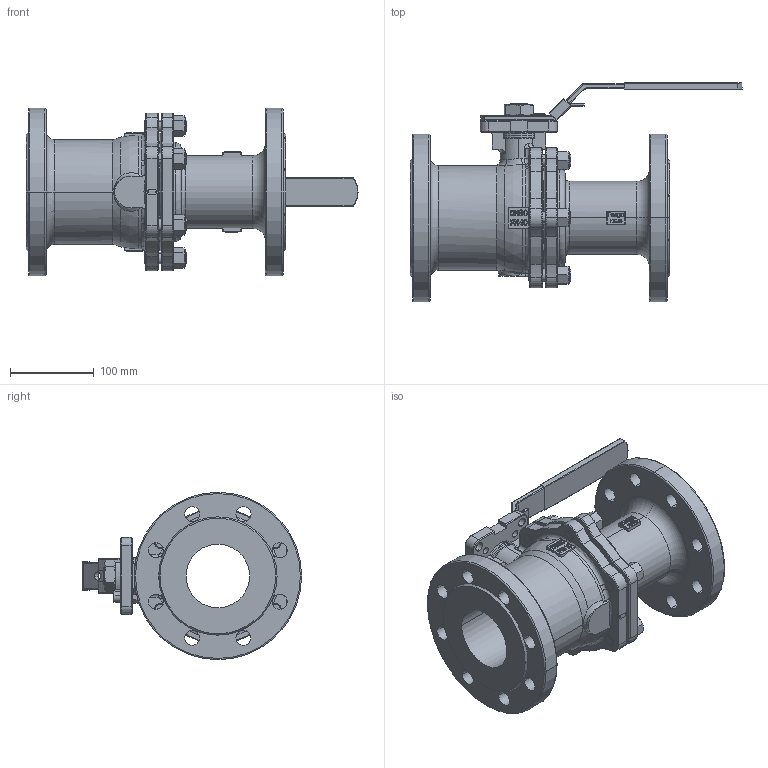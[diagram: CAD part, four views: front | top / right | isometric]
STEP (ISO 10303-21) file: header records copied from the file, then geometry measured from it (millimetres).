
FILE_DESCRIPTION (( 'STEP AP214' ), '1' );
FILE_NAME ('KH155-F1-Kugelhahn-DN80-PN40-Handhebel-Fergo.STEP', '2022-10-10T10:31:02', ( '' ), ( '' ), 'SwSTEP 2.0', 'SolidWorks 2022', '' );
FILE_SCHEMA (( 'AUTOMOTIVE_DESIGN' ));
Length unit declared in the file: millimetre
Products named in the file (1): KH155-F1-Kugelhahn-DN80-PN40-Handhebel-Fergo
Bounding box: 396.54 x 261.85 x 200 mm (x, y, z)
Volume: 3249588.6 mm3; surface area: 485221.6 mm2
Topology: 25 solids, 25 shells, 1613 faces, 4038 edges, 2513 vertices
Faces by surface type: plane 689, cylinder 317, bspline 231, cone 194, torus 161, sphere 21
Entity records: 76711 total; most frequent: CARTESIAN_POINT 26191, ORIENTED_EDGE 8034, DIRECTION 6962, EDGE_CURVE 4017, AXIS2_PLACEMENT_3D 2553, VERTEX_POINT 2513, VECTOR 1856, LINE 1856
